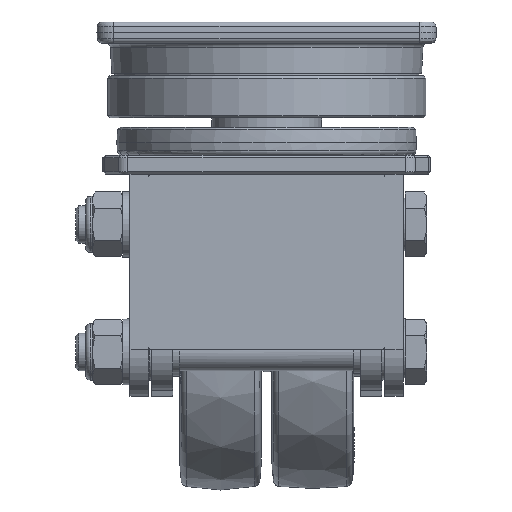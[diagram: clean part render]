
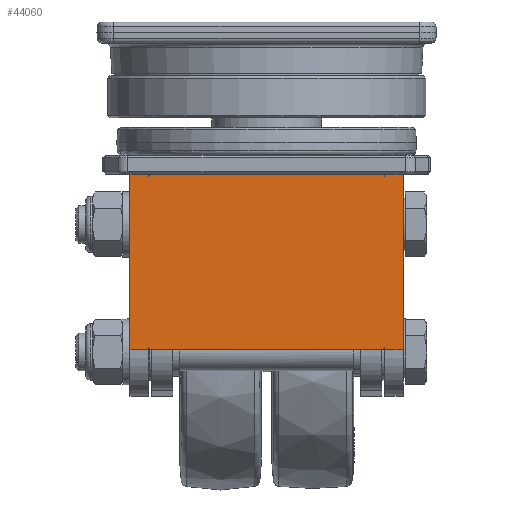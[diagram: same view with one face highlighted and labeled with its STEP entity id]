
A CAD part, left-side view. The second image highlights one B-rep face of the part: STEP entity #44060.
In plain terms, the highlighted planar face has unit normal (-1, 0, 0).
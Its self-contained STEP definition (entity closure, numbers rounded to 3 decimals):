
#4496=LINE('',#62761,#7573);
#4497=LINE('',#62765,#7574);
#4498=LINE('',#62767,#7575);
#4499=LINE('',#62769,#7576);
#4500=LINE('',#62771,#7577);
#4501=LINE('',#62773,#7578);
#4502=LINE('',#62777,#7579);
#4503=LINE('',#62781,#7580);
#4504=LINE('',#62783,#7581);
#4505=LINE('',#62785,#7582);
#4506=LINE('',#62787,#7583);
#4507=LINE('',#62789,#7584);
#7573=VECTOR('',#51914,10.);
#7574=VECTOR('',#51917,10.);
#7575=VECTOR('',#51918,10.);
#7576=VECTOR('',#51919,10.);
#7577=VECTOR('',#51920,10.);
#7578=VECTOR('',#51921,10.);
#7579=VECTOR('',#51924,10.);
#7580=VECTOR('',#51927,10.);
#7581=VECTOR('',#51928,10.);
#7582=VECTOR('',#51929,10.);
#7583=VECTOR('',#51930,10.);
#7584=VECTOR('',#51931,10.);
#13193=FACE_OUTER_BOUND('',#15689,.T.);
#15689=EDGE_LOOP('',(#33363,#33364,#33365,#33366,#33367,#33368,#33369,#33370,
#33371,#33372,#33373,#33374,#33375,#33376,#33377,#33378));
#18008=CIRCLE('',#46921,1.);
#18009=CIRCLE('',#46922,1.);
#18010=CIRCLE('',#46923,1.);
#18011=CIRCLE('',#46924,1.);
#19875=VERTEX_POINT('',#62759);
#19876=VERTEX_POINT('',#62760);
#19877=VERTEX_POINT('',#62762);
#19878=VERTEX_POINT('',#62764);
#19879=VERTEX_POINT('',#62766);
#19880=VERTEX_POINT('',#62768);
#19881=VERTEX_POINT('',#62770);
#19882=VERTEX_POINT('',#62772);
#19883=VERTEX_POINT('',#62774);
#19884=VERTEX_POINT('',#62776);
#19885=VERTEX_POINT('',#62778);
#19886=VERTEX_POINT('',#62780);
#19887=VERTEX_POINT('',#62782);
#19888=VERTEX_POINT('',#62784);
#19889=VERTEX_POINT('',#62786);
#19890=VERTEX_POINT('',#62788);
#24866=EDGE_CURVE('',#19875,#19876,#4496,.T.);
#24867=EDGE_CURVE('',#19876,#19877,#18008,.T.);
#24868=EDGE_CURVE('',#19878,#19877,#4497,.T.);
#24869=EDGE_CURVE('',#19878,#19879,#4498,.T.);
#24870=EDGE_CURVE('',#19880,#19879,#4499,.T.);
#24871=EDGE_CURVE('',#19881,#19880,#4500,.T.);
#24872=EDGE_CURVE('',#19882,#19881,#4501,.T.);
#24873=EDGE_CURVE('',#19882,#19883,#18009,.T.);
#24874=EDGE_CURVE('',#19883,#19884,#4502,.T.);
#24875=EDGE_CURVE('',#19884,#19885,#18010,.T.);
#24876=EDGE_CURVE('',#19885,#19886,#4503,.T.);
#24877=EDGE_CURVE('',#19887,#19886,#4504,.T.);
#24878=EDGE_CURVE('',#19888,#19887,#4505,.T.);
#24879=EDGE_CURVE('',#19889,#19888,#4506,.T.);
#24880=EDGE_CURVE('',#19889,#19890,#4507,.T.);
#24881=EDGE_CURVE('',#19890,#19875,#18011,.T.);
#33363=ORIENTED_EDGE('',*,*,#24866,.T.);
#33364=ORIENTED_EDGE('',*,*,#24867,.T.);
#33365=ORIENTED_EDGE('',*,*,#24868,.F.);
#33366=ORIENTED_EDGE('',*,*,#24869,.T.);
#33367=ORIENTED_EDGE('',*,*,#24870,.F.);
#33368=ORIENTED_EDGE('',*,*,#24871,.F.);
#33369=ORIENTED_EDGE('',*,*,#24872,.F.);
#33370=ORIENTED_EDGE('',*,*,#24873,.T.);
#33371=ORIENTED_EDGE('',*,*,#24874,.T.);
#33372=ORIENTED_EDGE('',*,*,#24875,.T.);
#33373=ORIENTED_EDGE('',*,*,#24876,.T.);
#33374=ORIENTED_EDGE('',*,*,#24877,.F.);
#33375=ORIENTED_EDGE('',*,*,#24878,.F.);
#33376=ORIENTED_EDGE('',*,*,#24879,.F.);
#33377=ORIENTED_EDGE('',*,*,#24880,.T.);
#33378=ORIENTED_EDGE('',*,*,#24881,.T.);
#42541=PLANE('',#46920);
#44060=ADVANCED_FACE('',(#13193),#42541,.F.);
#46920=AXIS2_PLACEMENT_3D('',#62758,#51912,#51913);
#46921=AXIS2_PLACEMENT_3D('',#62763,#51915,#51916);
#46922=AXIS2_PLACEMENT_3D('',#62775,#51922,#51923);
#46923=AXIS2_PLACEMENT_3D('',#62779,#51925,#51926);
#46924=AXIS2_PLACEMENT_3D('',#62790,#51932,#51933);
#51912=DIRECTION('center_axis',(1.,0.,0.));
#51913=DIRECTION('ref_axis',(0.,0.,
-1.));
#51914=DIRECTION('',(0.,1.,0.));
#51915=DIRECTION('center_axis',(-1.,0.,0.));
#51916=DIRECTION('ref_axis',(0.,0.,
1.));
#51917=DIRECTION('',(0.,0.,-1.));
#51918=DIRECTION('',(0.,1.,0.));
#51919=DIRECTION('',(0.,0.,1.));
#51920=DIRECTION('',(0.,1.,0.));
#51921=DIRECTION('',(0.,0.,-1.));
#51922=DIRECTION('center_axis',(-1.,0.,0.));
#51923=DIRECTION('ref_axis',(0.,1.,0.));
#51924=DIRECTION('',(0.,-1.,0.));
#51925=DIRECTION('center_axis',(-1.,0.,0.));
#51926=DIRECTION('ref_axis',(0.,0.,
-1.));
#51927=DIRECTION('',(0.,0.,-1.));
#51928=DIRECTION('',(0.,1.,0.));
#51929=DIRECTION('',(0.,0.,-1.));
#51930=DIRECTION('',(0.,-1.,0.));
#51931=DIRECTION('',(0.,0.,-1.));
#51932=DIRECTION('center_axis',(-1.,0.,0.));
#51933=DIRECTION('ref_axis',(0.,-1.,0.));
#62758=CARTESIAN_POINT('Origin',(-90.,0.,
-102.5));
#62759=CARTESIAN_POINT('',(-90.,-49.4,-65.));
#62760=CARTESIAN_POINT('',(-90.,49.4,-65.));
#62761=CARTESIAN_POINT('',(-90.,-49.4,-65.));
#62762=CARTESIAN_POINT('',(-90.,50.4,-66.));
#62763=CARTESIAN_POINT('Origin',(-90.,49.4,-66.));
#62764=CARTESIAN_POINT('',(-90.,50.4,-65.));
#62765=CARTESIAN_POINT('',(-90.,50.4,-65.));
#62766=CARTESIAN_POINT('',(-90.,58.4,-65.));
#62767=CARTESIAN_POINT('',(-90.,50.4,-65.));
#62768=CARTESIAN_POINT('',(-90.,58.4,-140.));
#62769=CARTESIAN_POINT('',(-90.,58.4,-65.));
#62770=CARTESIAN_POINT('',(-90.,50.4,-140.));
#62771=CARTESIAN_POINT('',(-90.,50.4,-140.));
#62772=CARTESIAN_POINT('',(-90.,50.4,-139.));
#62773=CARTESIAN_POINT('',(-90.,50.4,-65.));
#62774=CARTESIAN_POINT('',(-90.,49.4,-140.));
#62775=CARTESIAN_POINT('Origin',(-90.,49.4,-139.));
#62776=CARTESIAN_POINT('',(-90.,-49.4,-140.));
#62777=CARTESIAN_POINT('',(-90.,49.4,-140.));
#62778=CARTESIAN_POINT('',(-90.,-50.4,-139.));
#62779=CARTESIAN_POINT('Origin',(-90.,-49.4,-139.));
#62780=CARTESIAN_POINT('',(-90.,-50.4,-140.));
#62781=CARTESIAN_POINT('',(-90.,-50.4,-65.));
#62782=CARTESIAN_POINT('',(-90.,-58.4,-140.));
#62783=CARTESIAN_POINT('',(-90.,-50.4,-140.));
#62784=CARTESIAN_POINT('',(-90.,-58.4,-65.));
#62785=CARTESIAN_POINT('',(-90.,-58.4,-65.));
#62786=CARTESIAN_POINT('',(-90.,-50.4,-65.));
#62787=CARTESIAN_POINT('',(-90.,-50.4,-65.));
#62788=CARTESIAN_POINT('',(-90.,-50.4,-66.));
#62789=CARTESIAN_POINT('',(-90.,-50.4,-65.));
#62790=CARTESIAN_POINT('Origin',(-90.,-49.4,-66.));
